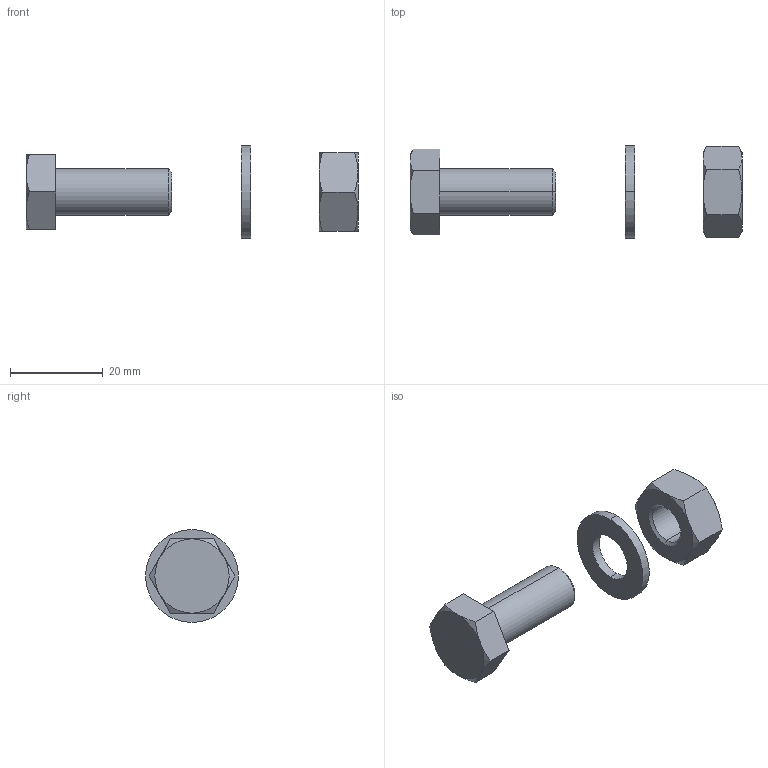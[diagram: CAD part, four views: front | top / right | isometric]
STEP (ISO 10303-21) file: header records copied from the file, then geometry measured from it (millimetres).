
FILE_DESCRIPTION (( 'STEP AP214' ), '1' );
FILE_NAME ('3160734.stp', '2017-04-03T08:46:46', ( '' ), ( '' ), 'SwSTEP 2.0', 'SolidWorks 2016', '' );
FILE_SCHEMA (( 'AUTOMOTIVE_DESIGN' ));
Length unit declared in the file: millimetre
Products named in the file (4): a_Standard; 011645_Hexagon Nut ISO 4032 - M10 - D - C; Washer DIN 125 - A 10.5_Washer DIN 125 - A 10.5; 3160734
Assembly tree (3 placements, depth 2):
  3160734
    Washer DIN 125 - A 10.5_Washer DIN 125 - A 10.5
    011645_Hexagon Nut ISO 4032 - M10 - D - C
    a_Standard
Bounding box: 71.56 x 20 x 20 mm (x, y, z)
Volume: 5428 mm3; surface area: 3269.7 mm2
Topology: 3 solids, 3 shells, 53 faces, 112 edges, 66 vertices
Faces by surface type: cone 24, plane 19, cylinder 10
Entity records: 1686 total; most frequent: CARTESIAN_POINT 433, DIRECTION 236, ORIENTED_EDGE 224, EDGE_CURVE 112, AXIS2_PLACEMENT_3D 101, VERTEX_POINT 66, EDGE_LOOP 58, ADVANCED_FACE 53
